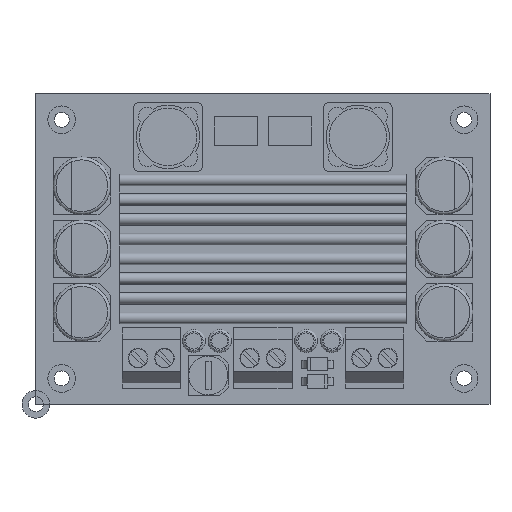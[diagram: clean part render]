
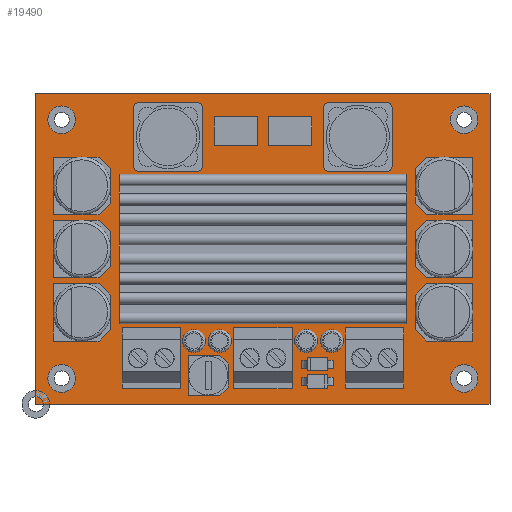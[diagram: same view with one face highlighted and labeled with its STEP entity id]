
A CAD part, top view. The second image highlights one B-rep face of the part: STEP entity #19490.
In plain terms, the highlighted planar face has unit normal (0, 0, 1).
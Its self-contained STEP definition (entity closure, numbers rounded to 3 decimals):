
#18852 = VERTEX_POINT('',#18853);
#18853 = CARTESIAN_POINT('',(0.,0.,1.5));
#18860 = PLANE('',#18861);
#18861 = AXIS2_PLACEMENT_3D('',#18862,#18863,#18864);
#18862 = CARTESIAN_POINT('',(0.,0.,0.));
#18863 = DIRECTION('',(0.,1.,0.));
#18864 = DIRECTION('',(1.,0.,0.));
#18872 = PLANE('',#18873);
#18873 = AXIS2_PLACEMENT_3D('',#18874,#18875,#18876);
#18874 = CARTESIAN_POINT('',(0.,54.,0.));
#18875 = DIRECTION('',(1.,0.,0.));
#18876 = DIRECTION('',(0.,-1.,0.));
#18884 = EDGE_CURVE('',#18852,#18885,#18887,.T.);
#18885 = VERTEX_POINT('',#18886);
#18886 = CARTESIAN_POINT('',(79.,0.,1.5));
#18887 = SURFACE_CURVE('',#18888,(#18892,#18899),.PCURVE_S1.);
#18888 = LINE('',#18889,#18890);
#18889 = CARTESIAN_POINT('',(0.,0.,1.5));
#18890 = VECTOR('',#18891,1.);
#18891 = DIRECTION('',(1.,0.,0.));
#18892 = PCURVE('',#18860,#18893);
#18893 = DEFINITIONAL_REPRESENTATION('',(#18894),#18898);
#18894 = LINE('',#18895,#18896);
#18895 = CARTESIAN_POINT('',(0.,-1.5));
#18896 = VECTOR('',#18897,1.);
#18897 = DIRECTION('',(1.,0.));
#18898 = ( GEOMETRIC_REPRESENTATION_CONTEXT(2) 
PARAMETRIC_REPRESENTATION_CONTEXT() REPRESENTATION_CONTEXT('2D SPACE',''
  ) );
#18899 = PCURVE('',#18900,#18905);
#18900 = PLANE('',#18901);
#18901 = AXIS2_PLACEMENT_3D('',#18902,#18903,#18904);
#18902 = CARTESIAN_POINT('',(39.5,27.,1.5));
#18903 = DIRECTION('',(0.,0.,1.));
#18904 = DIRECTION('',(1.,0.,0.));
#18905 = DEFINITIONAL_REPRESENTATION('',(#18906),#18910);
#18906 = LINE('',#18907,#18908);
#18907 = CARTESIAN_POINT('',(-39.5,-27.));
#18908 = VECTOR('',#18909,1.);
#18909 = DIRECTION('',(1.,0.));
#18910 = ( GEOMETRIC_REPRESENTATION_CONTEXT(2) 
PARAMETRIC_REPRESENTATION_CONTEXT() REPRESENTATION_CONTEXT('2D SPACE',''
  ) );
#18928 = PLANE('',#18929);
#18929 = AXIS2_PLACEMENT_3D('',#18930,#18931,#18932);
#18930 = CARTESIAN_POINT('',(79.,0.,0.));
#18931 = DIRECTION('',(-1.,0.,0.));
#18932 = DIRECTION('',(0.,1.,0.));
#18970 = EDGE_CURVE('',#18885,#18971,#18973,.T.);
#18971 = VERTEX_POINT('',#18972);
#18972 = CARTESIAN_POINT('',(79.,54.,1.5));
#18973 = SURFACE_CURVE('',#18974,(#18978,#18985),.PCURVE_S1.);
#18974 = LINE('',#18975,#18976);
#18975 = CARTESIAN_POINT('',(79.,0.,1.5));
#18976 = VECTOR('',#18977,1.);
#18977 = DIRECTION('',(0.,1.,0.));
#18978 = PCURVE('',#18928,#18979);
#18979 = DEFINITIONAL_REPRESENTATION('',(#18980),#18984);
#18980 = LINE('',#18981,#18982);
#18981 = CARTESIAN_POINT('',(0.,-1.5));
#18982 = VECTOR('',#18983,1.);
#18983 = DIRECTION('',(1.,0.));
#18984 = ( GEOMETRIC_REPRESENTATION_CONTEXT(2) 
PARAMETRIC_REPRESENTATION_CONTEXT() REPRESENTATION_CONTEXT('2D SPACE',''
  ) );
#18985 = PCURVE('',#18900,#18986);
#18986 = DEFINITIONAL_REPRESENTATION('',(#18987),#18991);
#18987 = LINE('',#18988,#18989);
#18988 = CARTESIAN_POINT('',(39.5,-27.));
#18989 = VECTOR('',#18990,1.);
#18990 = DIRECTION('',(0.,1.));
#18991 = ( GEOMETRIC_REPRESENTATION_CONTEXT(2) 
PARAMETRIC_REPRESENTATION_CONTEXT() REPRESENTATION_CONTEXT('2D SPACE',''
  ) );
#19009 = PLANE('',#19010);
#19010 = AXIS2_PLACEMENT_3D('',#19011,#19012,#19013);
#19011 = CARTESIAN_POINT('',(79.,54.,0.));
#19012 = DIRECTION('',(0.,-1.,0.));
#19013 = DIRECTION('',(-1.,0.,0.));
#19046 = EDGE_CURVE('',#18971,#19047,#19049,.T.);
#19047 = VERTEX_POINT('',#19048);
#19048 = CARTESIAN_POINT('',(0.,54.,1.5));
#19049 = SURFACE_CURVE('',#19050,(#19054,#19061),.PCURVE_S1.);
#19050 = LINE('',#19051,#19052);
#19051 = CARTESIAN_POINT('',(79.,54.,1.5));
#19052 = VECTOR('',#19053,1.);
#19053 = DIRECTION('',(-1.,0.,0.));
#19054 = PCURVE('',#19009,#19055);
#19055 = DEFINITIONAL_REPRESENTATION('',(#19056),#19060);
#19056 = LINE('',#19057,#19058);
#19057 = CARTESIAN_POINT('',(0.,-1.5));
#19058 = VECTOR('',#19059,1.);
#19059 = DIRECTION('',(1.,0.));
#19060 = ( GEOMETRIC_REPRESENTATION_CONTEXT(2) 
PARAMETRIC_REPRESENTATION_CONTEXT() REPRESENTATION_CONTEXT('2D SPACE',''
  ) );
#19061 = PCURVE('',#18900,#19062);
#19062 = DEFINITIONAL_REPRESENTATION('',(#19063),#19067);
#19063 = LINE('',#19064,#19065);
#19064 = CARTESIAN_POINT('',(39.5,27.));
#19065 = VECTOR('',#19066,1.);
#19066 = DIRECTION('',(-1.,0.));
#19067 = ( GEOMETRIC_REPRESENTATION_CONTEXT(2) 
PARAMETRIC_REPRESENTATION_CONTEXT() REPRESENTATION_CONTEXT('2D SPACE',''
  ) );
#19117 = EDGE_CURVE('',#19047,#18852,#19118,.T.);
#19118 = SURFACE_CURVE('',#19119,(#19123,#19130),.PCURVE_S1.);
#19119 = LINE('',#19120,#19121);
#19120 = CARTESIAN_POINT('',(0.,54.,1.5));
#19121 = VECTOR('',#19122,1.);
#19122 = DIRECTION('',(0.,-1.,0.));
#19123 = PCURVE('',#18872,#19124);
#19124 = DEFINITIONAL_REPRESENTATION('',(#19125),#19129);
#19125 = LINE('',#19126,#19127);
#19126 = CARTESIAN_POINT('',(0.,-1.5));
#19127 = VECTOR('',#19128,1.);
#19128 = DIRECTION('',(1.,0.));
#19129 = ( GEOMETRIC_REPRESENTATION_CONTEXT(2) 
PARAMETRIC_REPRESENTATION_CONTEXT() REPRESENTATION_CONTEXT('2D SPACE',''
  ) );
#19130 = PCURVE('',#18900,#19131);
#19131 = DEFINITIONAL_REPRESENTATION('',(#19132),#19136);
#19132 = LINE('',#19133,#19134);
#19133 = CARTESIAN_POINT('',(-39.5,27.));
#19134 = VECTOR('',#19135,1.);
#19135 = DIRECTION('',(0.,-1.));
#19136 = ( GEOMETRIC_REPRESENTATION_CONTEXT(2) 
PARAMETRIC_REPRESENTATION_CONTEXT() REPRESENTATION_CONTEXT('2D SPACE',''
  ) );
#19166 = VERTEX_POINT('',#19167);
#19167 = CARTESIAN_POINT('',(76.9,4.5,1.5));
#19174 = CYLINDRICAL_SURFACE('',#19175,2.4);
#19175 = AXIS2_PLACEMENT_3D('',#19176,#19177,#19178);
#19176 = CARTESIAN_POINT('',(74.5,4.5,0.));
#19177 = DIRECTION('',(-0.,-0.,-1.));
#19178 = DIRECTION('',(1.,0.,0.));
#19193 = EDGE_CURVE('',#19166,#19166,#19194,.T.);
#19194 = SURFACE_CURVE('',#19195,(#19200,#19207),.PCURVE_S1.);
#19195 = CIRCLE('',#19196,2.4);
#19196 = AXIS2_PLACEMENT_3D('',#19197,#19198,#19199);
#19197 = CARTESIAN_POINT('',(74.5,4.5,1.5));
#19198 = DIRECTION('',(0.,0.,1.));
#19199 = DIRECTION('',(1.,0.,0.));
#19200 = PCURVE('',#19174,#19201);
#19201 = DEFINITIONAL_REPRESENTATION('',(#19202),#19206);
#19202 = LINE('',#19203,#19204);
#19203 = CARTESIAN_POINT('',(-0.,-1.5));
#19204 = VECTOR('',#19205,1.);
#19205 = DIRECTION('',(-1.,0.));
#19206 = ( GEOMETRIC_REPRESENTATION_CONTEXT(2) 
PARAMETRIC_REPRESENTATION_CONTEXT() REPRESENTATION_CONTEXT('2D SPACE',''
  ) );
#19207 = PCURVE('',#18900,#19208);
#19208 = DEFINITIONAL_REPRESENTATION('',(#19209),#19213);
#19209 = CIRCLE('',#19210,2.4);
#19210 = AXIS2_PLACEMENT_2D('',#19211,#19212);
#19211 = CARTESIAN_POINT('',(35.,-22.5));
#19212 = DIRECTION('',(1.,0.));
#19213 = ( GEOMETRIC_REPRESENTATION_CONTEXT(2) 
PARAMETRIC_REPRESENTATION_CONTEXT() REPRESENTATION_CONTEXT('2D SPACE',''
  ) );
#19244 = VERTEX_POINT('',#19245);
#19245 = CARTESIAN_POINT('',(76.9,49.5,1.5));
#19252 = CYLINDRICAL_SURFACE('',#19253,2.4);
#19253 = AXIS2_PLACEMENT_3D('',#19254,#19255,#19256);
#19254 = CARTESIAN_POINT('',(74.5,49.5,0.));
#19255 = DIRECTION('',(-0.,-0.,-1.));
#19256 = DIRECTION('',(1.,0.,0.));
#19271 = EDGE_CURVE('',#19244,#19244,#19272,.T.);
#19272 = SURFACE_CURVE('',#19273,(#19278,#19285),.PCURVE_S1.);
#19273 = CIRCLE('',#19274,2.4);
#19274 = AXIS2_PLACEMENT_3D('',#19275,#19276,#19277);
#19275 = CARTESIAN_POINT('',(74.5,49.5,1.5));
#19276 = DIRECTION('',(0.,0.,1.));
#19277 = DIRECTION('',(1.,0.,0.));
#19278 = PCURVE('',#19252,#19279);
#19279 = DEFINITIONAL_REPRESENTATION('',(#19280),#19284);
#19280 = LINE('',#19281,#19282);
#19281 = CARTESIAN_POINT('',(-0.,-1.5));
#19282 = VECTOR('',#19283,1.);
#19283 = DIRECTION('',(-1.,0.));
#19284 = ( GEOMETRIC_REPRESENTATION_CONTEXT(2) 
PARAMETRIC_REPRESENTATION_CONTEXT() REPRESENTATION_CONTEXT('2D SPACE',''
  ) );
#19285 = PCURVE('',#18900,#19286);
#19286 = DEFINITIONAL_REPRESENTATION('',(#19287),#19291);
#19287 = CIRCLE('',#19288,2.4);
#19288 = AXIS2_PLACEMENT_2D('',#19289,#19290);
#19289 = CARTESIAN_POINT('',(35.,22.5));
#19290 = DIRECTION('',(1.,0.));
#19291 = ( GEOMETRIC_REPRESENTATION_CONTEXT(2) 
PARAMETRIC_REPRESENTATION_CONTEXT() REPRESENTATION_CONTEXT('2D SPACE',''
  ) );
#19322 = VERTEX_POINT('',#19323);
#19323 = CARTESIAN_POINT('',(6.9,4.5,1.5));
#19330 = CYLINDRICAL_SURFACE('',#19331,2.4);
#19331 = AXIS2_PLACEMENT_3D('',#19332,#19333,#19334);
#19332 = CARTESIAN_POINT('',(4.5,4.5,0.));
#19333 = DIRECTION('',(-0.,-0.,-1.));
#19334 = DIRECTION('',(1.,0.,0.));
#19349 = EDGE_CURVE('',#19322,#19322,#19350,.T.);
#19350 = SURFACE_CURVE('',#19351,(#19356,#19363),.PCURVE_S1.);
#19351 = CIRCLE('',#19352,2.4);
#19352 = AXIS2_PLACEMENT_3D('',#19353,#19354,#19355);
#19353 = CARTESIAN_POINT('',(4.5,4.5,1.5));
#19354 = DIRECTION('',(0.,0.,1.));
#19355 = DIRECTION('',(1.,0.,0.));
#19356 = PCURVE('',#19330,#19357);
#19357 = DEFINITIONAL_REPRESENTATION('',(#19358),#19362);
#19358 = LINE('',#19359,#19360);
#19359 = CARTESIAN_POINT('',(-0.,-1.5));
#19360 = VECTOR('',#19361,1.);
#19361 = DIRECTION('',(-1.,0.));
#19362 = ( GEOMETRIC_REPRESENTATION_CONTEXT(2) 
PARAMETRIC_REPRESENTATION_CONTEXT() REPRESENTATION_CONTEXT('2D SPACE',''
  ) );
#19363 = PCURVE('',#18900,#19364);
#19364 = DEFINITIONAL_REPRESENTATION('',(#19365),#19369);
#19365 = CIRCLE('',#19366,2.4);
#19366 = AXIS2_PLACEMENT_2D('',#19367,#19368);
#19367 = CARTESIAN_POINT('',(-35.,-22.5));
#19368 = DIRECTION('',(1.,0.));
#19369 = ( GEOMETRIC_REPRESENTATION_CONTEXT(2) 
PARAMETRIC_REPRESENTATION_CONTEXT() REPRESENTATION_CONTEXT('2D SPACE',''
  ) );
#19400 = VERTEX_POINT('',#19401);
#19401 = CARTESIAN_POINT('',(6.9,49.5,1.5));
#19408 = CYLINDRICAL_SURFACE('',#19409,2.4);
#19409 = AXIS2_PLACEMENT_3D('',#19410,#19411,#19412);
#19410 = CARTESIAN_POINT('',(4.5,49.5,0.));
#19411 = DIRECTION('',(-0.,-0.,-1.));
#19412 = DIRECTION('',(1.,0.,0.));
#19427 = EDGE_CURVE('',#19400,#19400,#19428,.T.);
#19428 = SURFACE_CURVE('',#19429,(#19434,#19441),.PCURVE_S1.);
#19429 = CIRCLE('',#19430,2.4);
#19430 = AXIS2_PLACEMENT_3D('',#19431,#19432,#19433);
#19431 = CARTESIAN_POINT('',(4.5,49.5,1.5));
#19432 = DIRECTION('',(0.,0.,1.));
#19433 = DIRECTION('',(1.,0.,0.));
#19434 = PCURVE('',#19408,#19435);
#19435 = DEFINITIONAL_REPRESENTATION('',(#19436),#19440);
#19436 = LINE('',#19437,#19438);
#19437 = CARTESIAN_POINT('',(-0.,-1.5));
#19438 = VECTOR('',#19439,1.);
#19439 = DIRECTION('',(-1.,0.));
#19440 = ( GEOMETRIC_REPRESENTATION_CONTEXT(2) 
PARAMETRIC_REPRESENTATION_CONTEXT() REPRESENTATION_CONTEXT('2D SPACE',''
  ) );
#19441 = PCURVE('',#18900,#19442);
#19442 = DEFINITIONAL_REPRESENTATION('',(#19443),#19447);
#19443 = CIRCLE('',#19444,2.4);
#19444 = AXIS2_PLACEMENT_2D('',#19445,#19446);
#19445 = CARTESIAN_POINT('',(-35.,22.5));
#19446 = DIRECTION('',(1.,0.));
#19447 = ( GEOMETRIC_REPRESENTATION_CONTEXT(2) 
PARAMETRIC_REPRESENTATION_CONTEXT() REPRESENTATION_CONTEXT('2D SPACE',''
  ) );
#19490 = ADVANCED_FACE('',(#19491,#19497,#19500,#19503,#19506),#18900,
  .T.);
#19491 = FACE_BOUND('',#19492,.T.);
#19492 = EDGE_LOOP('',(#19493,#19494,#19495,#19496));
#19493 = ORIENTED_EDGE('',*,*,#18884,.T.);
#19494 = ORIENTED_EDGE('',*,*,#18970,.T.);
#19495 = ORIENTED_EDGE('',*,*,#19046,.T.);
#19496 = ORIENTED_EDGE('',*,*,#19117,.T.);
#19497 = FACE_BOUND('',#19498,.T.);
#19498 = EDGE_LOOP('',(#19499));
#19499 = ORIENTED_EDGE('',*,*,#19193,.F.);
#19500 = FACE_BOUND('',#19501,.T.);
#19501 = EDGE_LOOP('',(#19502));
#19502 = ORIENTED_EDGE('',*,*,#19271,.F.);
#19503 = FACE_BOUND('',#19504,.T.);
#19504 = EDGE_LOOP('',(#19505));
#19505 = ORIENTED_EDGE('',*,*,#19349,.F.);
#19506 = FACE_BOUND('',#19507,.T.);
#19507 = EDGE_LOOP('',(#19508));
#19508 = ORIENTED_EDGE('',*,*,#19427,.F.);
